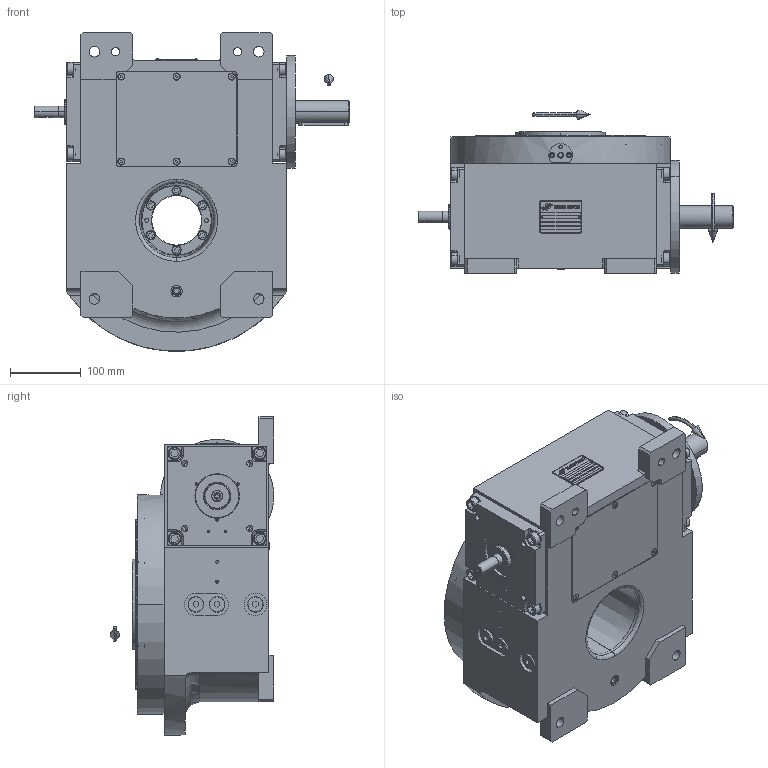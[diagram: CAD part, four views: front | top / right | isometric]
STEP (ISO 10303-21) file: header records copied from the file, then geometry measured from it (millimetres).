
FILE_DESCRIPTION (( 'STEP AP203' ), '1' );
FILE_NAME ('PC5200237.step', '2025-10-23T11:49:24', ( '' ), ( '' ), 'SwSTEP 2.0', 'SolidWorks 2020', '' );
FILE_SCHEMA (( 'CONFIG_CONTROL_DESIGN' ));
Length unit declared in the file: millimetre
Products named in the file (84): cfn2000_01_126; AS_rig09_004; cfn2000_01_099; cfn2151_01_167; cfn2205_01_015; RIG09_005_ASM.stp; cfn2151_01_115; rig09_003_6; cfn2003_01_054; CFN2203_02_002.stp; CFN2104_02_018.stp; 900_38_30_003; rig09_002_bl_003; cfn2000_01_081; cfn2128_19_002; cfn2107_01_001; CFN2000_01_185.stp; cfn2000_01_161; freccia_angolare_albero; cfn2476_01_002_60x46; CFN2223_02_004.stp; RIG09_021_AF0.stp; CFN2155_01_195.stp; CFN2010_02_002.stp; cfn2276_01_056; rig09_007_master; AS_900_38_30_003; rig09_016; cfn2077_01_036; rig09_004; rig09_010_s_001; cfn2115_02_058; AS_cfn2476_01_002_60x46; cfn2151_01_170; freccia_angolare; cfn2104_01_018; cfn2070_05_009; cfn2155_01_196; rig09_071_6_m.stp; cfn2155_01_095 ...
Assembly tree (72 placements, depth 5):
  cfn2151_01_167
  cfn2205_01_015
  cfn2151_01_115
  CFN2203_02_002.stp
  CFN2223_02_004.stp
Bounding box: 444.5 x 231 x 450 mm (x, y, z)
Volume: 4939604.8 mm3; surface area: 1270891 mm2
Topology: 63 solids, 63 shells, 2009 faces, 4948 edges, 3175 vertices
Faces by surface type: plane 1031, cylinder 641, cone 302, torus 29, sphere 4, bspline 2
Entity records: 69877 total; most frequent: CARTESIAN_POINT 13824, DIRECTION 10029, ORIENTED_EDGE 9576, EDGE_CURVE 4788, AXIS2_PLACEMENT_3D 3455, VECTOR 3119, LINE 3119, VERTEX_POINT 3114
